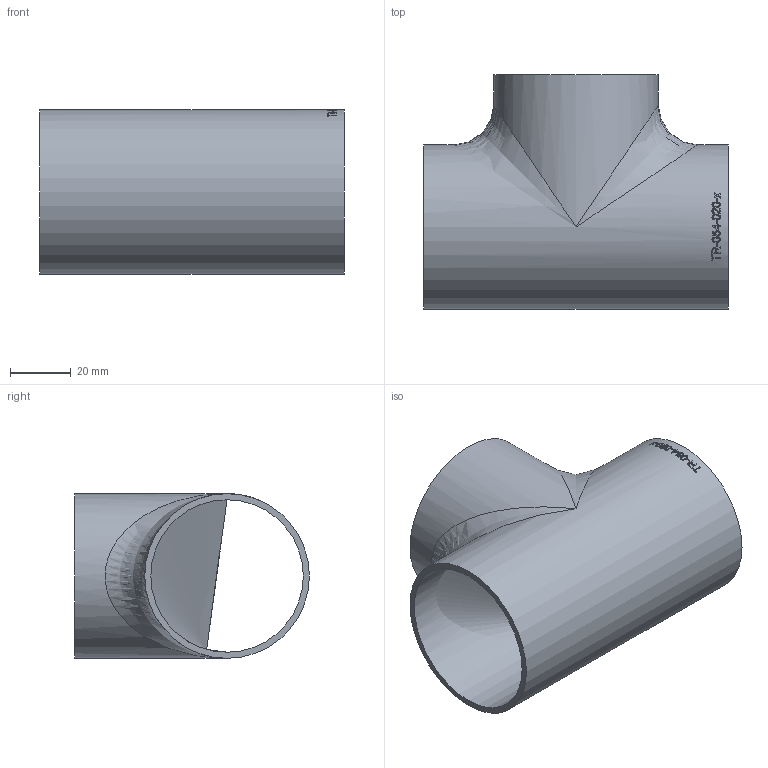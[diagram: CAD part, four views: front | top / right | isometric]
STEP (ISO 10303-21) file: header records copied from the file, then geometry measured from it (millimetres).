
FILE_DESCRIPTION (( 'STEP AP214' ), '1' );
FILE_NAME ('TR-054-020-x T-Stück Ø54x2,0 L100 1603.STEP', '2019-09-26T11:46:52', ( '' ), ( '' ), 'SwSTEP 2.0', 'SolidWorks 2016', '' );
FILE_SCHEMA (( 'AUTOMOTIVE_DESIGN' ));
Length unit declared in the file: millimetre
Products named in the file (1): TR-054-020-x T-Stück Ø54x2,0 L100 1603
Bounding box: 100 x 77 x 54 mm (x, y, z)
Volume: 37637.4 mm3; surface area: 38625.3 mm2
Topology: 1 solids, 1 shells, 155 faces, 412 edges, 266 vertices
Faces by surface type: bspline 80, plane 54, cylinder 21
Full cylindrical faces by diameter (mm): 50 x2, 54 x2
Entity records: 15869 total; most frequent: CARTESIAN_POINT 11208, ORIENTED_EDGE 790, EDGE_CURVE 395, DIRECTION 366, VERTEX_POINT 264, B_SPLINE_CURVE_WITH_KNOTS 239, EDGE_LOOP 181, FACE_OUTER_BOUND 159
